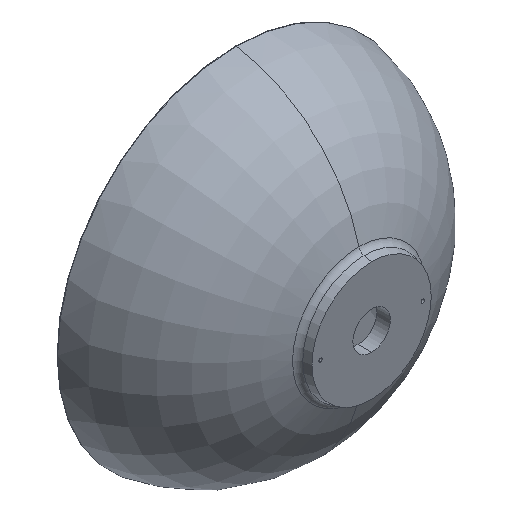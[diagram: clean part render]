
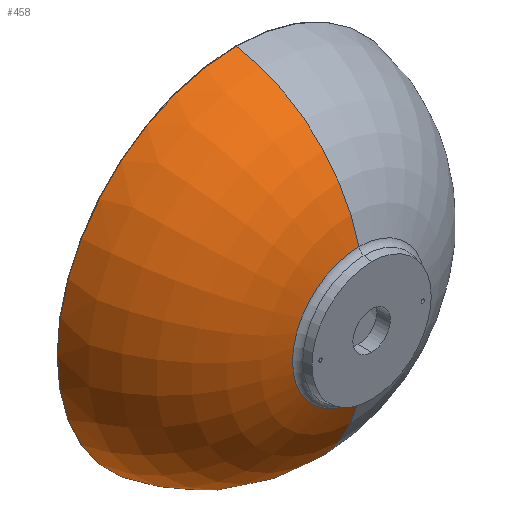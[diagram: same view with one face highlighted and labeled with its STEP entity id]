
A CAD part, isometric view. The second image highlights one B-rep face of the part: STEP entity #458.
In plain terms, the highlighted toroidal (fillet/blend) face has major radius 36 mm and minor radius 175.92 mm.
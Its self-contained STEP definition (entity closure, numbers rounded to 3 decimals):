
#22 = EDGE_LOOP ( 'NONE', ( #91, #622, #120, #193 ) ) ;
#75 = AXIS2_PLACEMENT_3D ( 'NONE', #81, #331, #127 ) ;
#76 = CIRCLE ( 'NONE', #75, 175.92 ) ;
#81 = CARTESIAN_POINT ( 'NONE',  ( 0., 175.92, -36. ) ) ;
#91 = ORIENTED_EDGE ( 'NONE', *, *, #670, .F. ) ;
#103 = CARTESIAN_POINT ( 'NONE',  ( 0., 5.044, -77.823 ) ) ;
#109 = AXIS2_PLACEMENT_3D ( 'NONE', #513, #653, #599 ) ;
#112 = VERTEX_POINT ( 'NONE', #447 ) ;
#119 = AXIS2_PLACEMENT_3D ( 'NONE', #703, #196, #418 ) ;
#120 = ORIENTED_EDGE ( 'NONE', *, *, #535, .T. ) ;
#127 = DIRECTION ( 'NONE',  ( 0., 0., 1. ) ) ;
#134 = CIRCLE ( 'NONE', #109, 77.823 ) ;
#137 = CARTESIAN_POINT ( 'NONE',  ( 0., 148.846, -209.824 ) ) ;
#162 = AXIS2_PLACEMENT_3D ( 'NONE', #575, #451, #518 ) ;
#163 = CIRCLE ( 'NONE', #162, 209.824 ) ;
#181 = AXIS2_PLACEMENT_3D ( 'NONE', #689, #525, #633 ) ;
#191 = TOROIDAL_SURFACE ( 'NONE', #181, 36., 175.92 ) ;
#193 = ORIENTED_EDGE ( 'NONE', *, *, #506, .T. ) ;
#196 = DIRECTION ( 'NONE',  ( 1., 0., 0. ) ) ;
#230 = CIRCLE ( 'NONE', #119, 175.92 ) ;
#249 = CARTESIAN_POINT ( 'NONE',  ( 0., 148.846, 209.824 ) ) ;
#331 = DIRECTION ( 'NONE',  ( -1., 0., 0. ) ) ;
#408 = VERTEX_POINT ( 'NONE', #103 ) ;
#418 = DIRECTION ( 'NONE',  ( 0., 0., -1. ) ) ;
#447 = CARTESIAN_POINT ( 'NONE',  ( 0., 5.044, 77.823 ) ) ;
#448 = FACE_OUTER_BOUND ( 'NONE', #22, .T. ) ;
#451 = DIRECTION ( 'NONE',  ( 0., -1., 0. ) ) ;
#458 = ADVANCED_FACE ( 'NONE', ( #448 ), #191, .T. ) ;
#489 = EDGE_CURVE ( 'NONE', #637, #528, #163, .T. ) ;
#506 = EDGE_CURVE ( 'NONE', #408, #112, #134, .T. ) ;
#513 = CARTESIAN_POINT ( 'NONE',  ( 0., 5.044, 0. ) ) ;
#518 = DIRECTION ( 'NONE',  ( 0., 0., 1. ) ) ;
#525 = DIRECTION ( 'NONE',  ( 0., -1., 0. ) ) ;
#528 = VERTEX_POINT ( 'NONE', #137 ) ;
#535 = EDGE_CURVE ( 'NONE', #528, #408, #76, .T. ) ;
#575 = CARTESIAN_POINT ( 'NONE',  ( 0., 148.846, 0. ) ) ;
#599 = DIRECTION ( 'NONE',  ( 0., 0., 1. ) ) ;
#622 = ORIENTED_EDGE ( 'NONE', *, *, #489, .T. ) ;
#633 = DIRECTION ( 'NONE',  ( 0., 0., -1. ) ) ;
#637 = VERTEX_POINT ( 'NONE', #249 ) ;
#653 = DIRECTION ( 'NONE',  ( 0., 1., 0. ) ) ;
#670 = EDGE_CURVE ( 'NONE', #637, #112, #230, .T. ) ;
#689 = CARTESIAN_POINT ( 'NONE',  ( 0., 175.92, 0. ) ) ;
#703 = CARTESIAN_POINT ( 'NONE',  ( 0., 175.92, 36. ) ) ;
